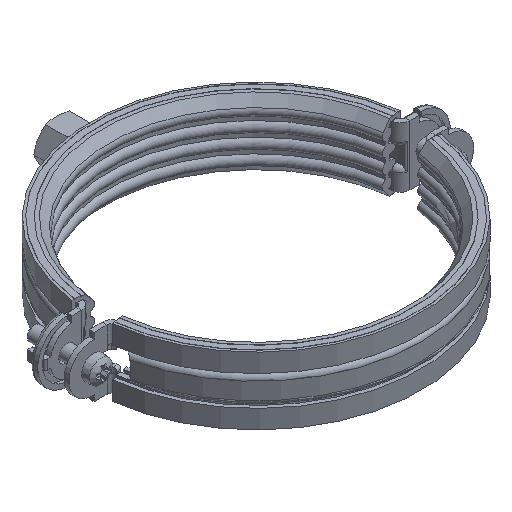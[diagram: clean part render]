
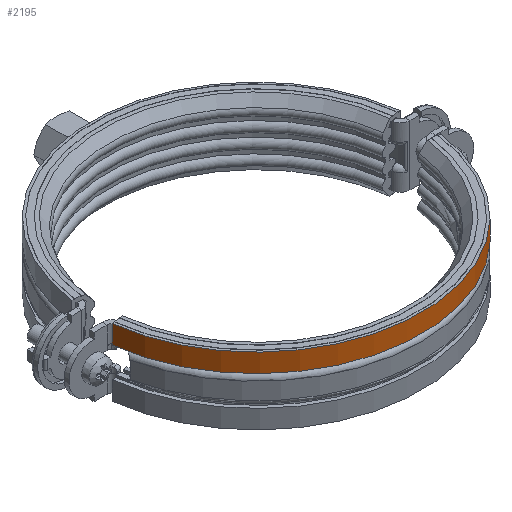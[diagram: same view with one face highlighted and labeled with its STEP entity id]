
A CAD part, isometric view. The second image highlights one B-rep face of the part: STEP entity #2195.
In plain terms, the highlighted cylindrical face has radius 68.75 mm (diameter 137.5 mm), a partial arc.
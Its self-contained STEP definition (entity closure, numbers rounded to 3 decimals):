
#1143=CARTESIAN_POINT('',(-68.238,-8.379,6.25));
#1144=VERTEX_POINT('',#1143);
#1151=CARTESIAN_POINT('',(-68.238,-8.379,14.0));
#1152=VERTEX_POINT('',#1151);
#1153=CARTESIAN_POINT('',(-68.238,-8.379,14.0));
#1154=DIRECTION('',(0.0,0.0,-1.0));
#1155=VECTOR('',#1154,7.75);
#1156=LINE('',#1153,#1155);
#1157=EDGE_CURVE('',#1152,#1144,#1156,.T.);
#1539=CARTESIAN_POINT('',(68.238,-8.379,14.0));
#1540=VERTEX_POINT('',#1539);
#1547=CARTESIAN_POINT('',(68.238,-8.379,6.25));
#1548=VERTEX_POINT('',#1547);
#1549=CARTESIAN_POINT('',(68.238,-8.379,14.0));
#1550=DIRECTION('',(0.0,0.0,-1.0));
#1551=VECTOR('',#1550,7.75);
#1552=LINE('',#1549,#1551);
#1553=EDGE_CURVE('',#1540,#1548,#1552,.T.);
#2166=CARTESIAN_POINT('',(0.0,0.0,14.0));
#2167=DIRECTION('',(0.0,0.0,-1.0));
#2168=DIRECTION('',(0.993,-0.122,0.0));
#2169=AXIS2_PLACEMENT_3D('',#2166,#2167,#2168);
#2170=CIRCLE('',#2169,68.75);
#2171=EDGE_CURVE('',#1540,#1152,#2170,.T.);
#2178=CARTESIAN_POINT('',(0.0,0.0,10.125));
#2179=DIRECTION('',(0.0,0.0,-1.0));
#2180=DIRECTION('',(0.993,-0.122,0.0));
#2181=AXIS2_PLACEMENT_3D('',#2178,#2179,#2180);
#2182=CYLINDRICAL_SURFACE('',#2181,68.75);
#2183=ORIENTED_EDGE('',*,*,#1157,.T.);
#2184=CARTESIAN_POINT('',(0.0,0.0,6.25));
#2185=DIRECTION('',(0.0,0.0,-1.0));
#2186=DIRECTION('',(0.993,-0.122,0.0));
#2187=AXIS2_PLACEMENT_3D('',#2184,#2185,#2186);
#2188=CIRCLE('',#2187,68.75);
#2189=EDGE_CURVE('',#1548,#1144,#2188,.T.);
#2190=ORIENTED_EDGE('',*,*,#2189,.F.);
#2191=ORIENTED_EDGE('',*,*,#1553,.F.);
#2192=ORIENTED_EDGE('',*,*,#2171,.T.);
#2193=EDGE_LOOP('',(#2183,#2190,#2191,#2192));
#2194=FACE_OUTER_BOUND('',#2193,.T.);
#2195=ADVANCED_FACE('',(#2194),#2182,.T.);
